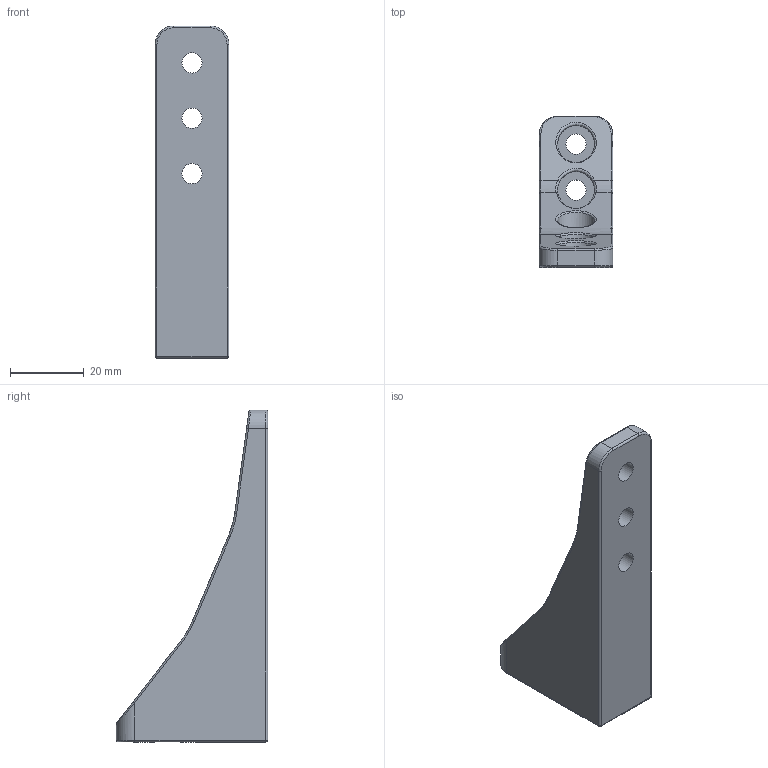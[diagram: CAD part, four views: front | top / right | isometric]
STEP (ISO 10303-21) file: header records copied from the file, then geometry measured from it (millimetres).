
FILE_DESCRIPTION(/* description */ (''),/* implementation_level */ '2;1');
FILE_NAME(/* name */ 'BraketBack.stp',/* time_stamp */ '2023-12-27T23:15:58+01:00',/* author */ ('denni'),/* organization */ (''),/* preprocessor_version */ 'ST-DEVELOPER v19.2',/* originating_system */ 'Autodesk Inventor 2024',/* authorisation */ '');
FILE_SCHEMA (('AUTOMOTIVE_DESIGN { 1 0 10303 214 3 1 1 }'));
Length unit declared in the file: millimetre
Products named in the file (1): BraketBack
Bounding box: 20 x 41 x 90 mm (x, y, z)
Volume: 28458 mm3; surface area: 9394.1 mm2
Topology: 1 solids, 1 shells, 69 faces, 156 edges, 92 vertices
Faces by surface type: cylinder 32, plane 14, bspline 13, torus 8, sphere 2
Full cylindrical faces by diameter (mm): 5.5 x5, 10 x5
Entity records: 2612 total; most frequent: CARTESIAN_POINT 984, DIRECTION 357, ORIENTED_EDGE 312, EDGE_CURVE 156, AXIS2_PLACEMENT_3D 151, VERTEX_POINT 92, EDGE_LOOP 82, CIRCLE 70
